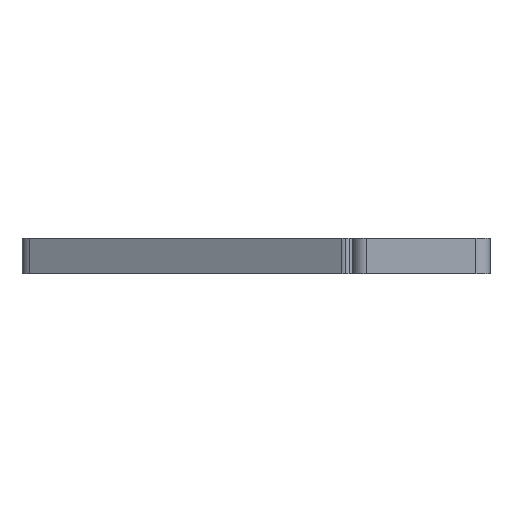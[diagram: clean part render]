
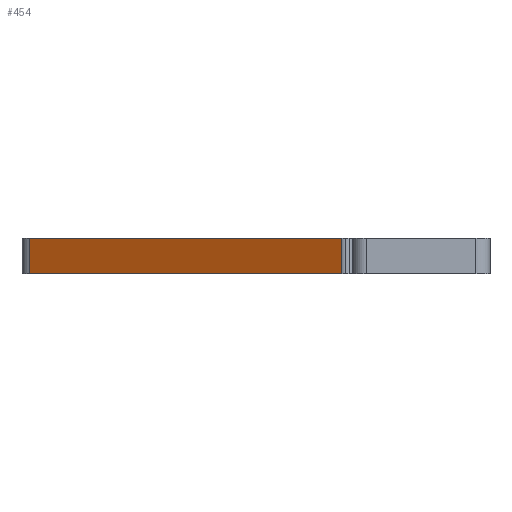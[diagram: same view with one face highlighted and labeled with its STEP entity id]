
A CAD part, left-side view. The second image highlights one B-rep face of the part: STEP entity #454.
In plain terms, the highlighted planar face has unit normal (-0.866, 0.5, 0).
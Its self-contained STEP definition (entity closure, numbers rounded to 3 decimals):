
#18 = VECTOR ( 'NONE', #510, 1000. ) ;
#127 = ORIENTED_EDGE ( 'NONE', *, *, #214, .T. ) ;
#129 = LINE ( 'NONE', #366, #278 ) ;
#214 = EDGE_CURVE ( 'NONE', #351, #387, #427, .T. ) ;
#246 = LINE ( 'NONE', #663, #321 ) ;
#274 = ORIENTED_EDGE ( 'NONE', *, *, #464, .F. ) ;
#278 = VECTOR ( 'NONE', #787, 1000. ) ;
#292 = DIRECTION ( 'NONE',  ( 0.5, 0.866, 0. ) ) ;
#308 = VECTOR ( 'NONE', #416, 1000. ) ;
#311 = CARTESIAN_POINT ( 'NONE',  ( -15.155, 8.75, 5. ) ) ;
#314 = CARTESIAN_POINT ( 'NONE',  ( 16.401, 63.404, 5. ) ) ;
#321 = VECTOR ( 'NONE', #292, 1000. ) ;
#336 = LINE ( 'NONE', #628, #308 ) ;
#351 = VERTEX_POINT ( 'NONE', #940 ) ;
#366 = CARTESIAN_POINT ( 'NONE',  ( -9.234, 19.006, 5. ) ) ;
#387 = VERTEX_POINT ( 'NONE', #977 ) ;
#392 = DIRECTION ( 'NONE',  ( -0.866, 0.5, 0. ) ) ;
#416 = DIRECTION ( 'NONE',  ( 0.5, 0.866, 0. ) ) ;
#427 = LINE ( 'NONE', #314, #18 ) ;
#454 = ADVANCED_FACE ( 'NONE', ( #809 ), #1059, .T. ) ;
#464 = EDGE_CURVE ( 'NONE', #1040, #387, #246, .T. ) ;
#510 = DIRECTION ( 'NONE',  ( 0., 0., -1. ) ) ;
#511 = VERTEX_POINT ( 'NONE', #1031 ) ;
#628 = CARTESIAN_POINT ( 'NONE',  ( -15.155, 8.75, 5. ) ) ;
#663 = CARTESIAN_POINT ( 'NONE',  ( -15.155, 8.75, 0. ) ) ;
#687 = EDGE_CURVE ( 'NONE', #511, #1040, #129, .T. ) ;
#768 = EDGE_LOOP ( 'NONE', ( #274, #814, #833, #127 ) ) ;
#787 = DIRECTION ( 'NONE',  ( 0., 0., -1. ) ) ;
#809 = FACE_OUTER_BOUND ( 'NONE', #768, .T. ) ;
#814 = ORIENTED_EDGE ( 'NONE', *, *, #687, .F. ) ;
#833 = ORIENTED_EDGE ( 'NONE', *, *, #938, .T. ) ;
#938 = EDGE_CURVE ( 'NONE', #511, #351, #336, .T. ) ;
#939 = DIRECTION ( 'NONE',  ( -0.5, -0.866, 0. ) ) ;
#940 = CARTESIAN_POINT ( 'NONE',  ( 16.401, 63.404, 5. ) ) ;
#977 = CARTESIAN_POINT ( 'NONE',  ( 16.401, 63.404, 0. ) ) ;
#1031 = CARTESIAN_POINT ( 'NONE',  ( -9.234, 19.006, 5. ) ) ;
#1040 = VERTEX_POINT ( 'NONE', #1047 ) ;
#1047 = CARTESIAN_POINT ( 'NONE',  ( -9.234, 19.006, 0. ) ) ;
#1056 = AXIS2_PLACEMENT_3D ( 'NONE', #311, #392, #939 ) ;
#1059 = PLANE ( 'NONE',  #1056 ) ;
